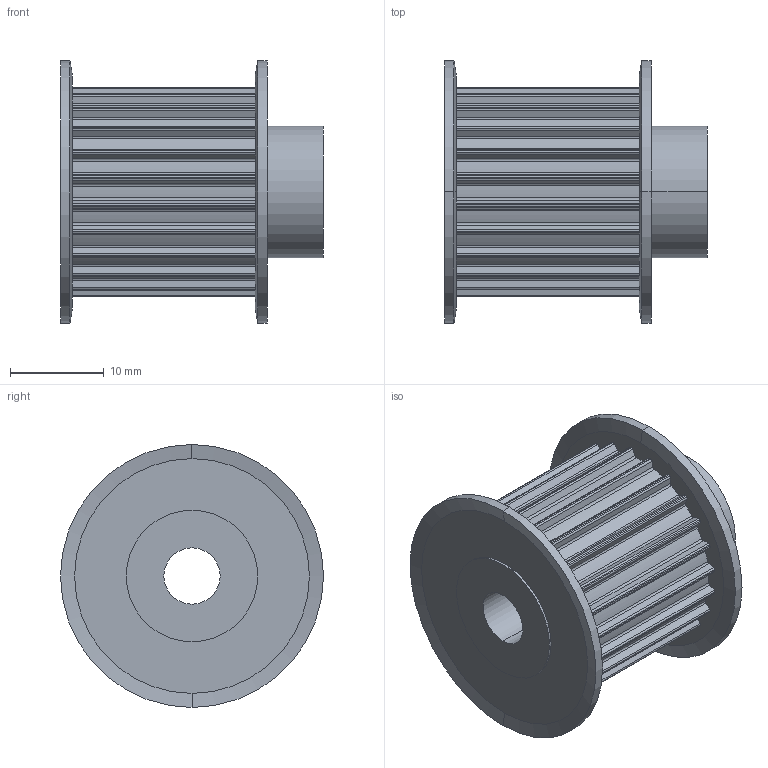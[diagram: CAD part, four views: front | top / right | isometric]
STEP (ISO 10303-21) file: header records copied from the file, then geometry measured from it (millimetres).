
FILE_DESCRIPTION(('STEP AP214'),'1');
FILE_NAME('cctmp_46ADDAB1-818D-4F23-84FB-682C1D39BDEE_2021_1_6_11_22_47_931..stp','2021-01-06T10:22:48',('Mulco-Europe EWIV'),('CADClick - www.CADClick.com'),'Spatial InterOp 3D',' ','unknown authorization');
FILE_SCHEMA(('AUTOMOTIVE_DESIGN'));
Length unit declared in the file: millimetre
Products named in the file (1): 2021_01_06__11-22-47-915
Bounding box: 28 x 28 x 28 mm (x, y, z)
Volume: 8238 mm3; surface area: 4580.3 mm2
Topology: 1 solids, 1 shells, 216 faces, 622 edges, 412 vertices
Faces by surface type: cylinder 154, plane 54, cone 8
Entity records: 8994 total; most frequent: DIRECTION 1372, CARTESIAN_POINT 1251, ORIENTED_EDGE 1244, EDGE_CURVE 622, AXIS2_PLACEMENT_3D 533, VERTEX_POINT 412, CIRCLE 316, LINE 306
